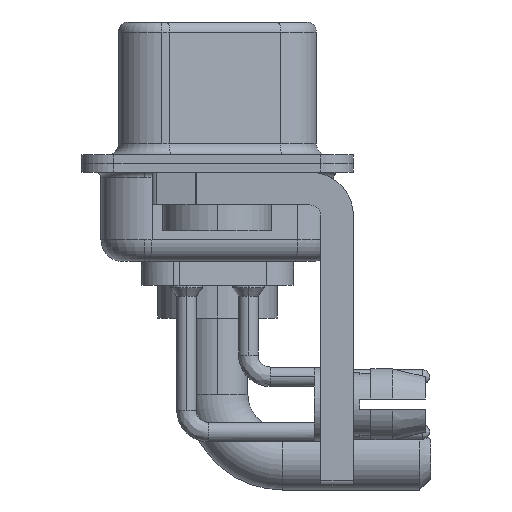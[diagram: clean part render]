
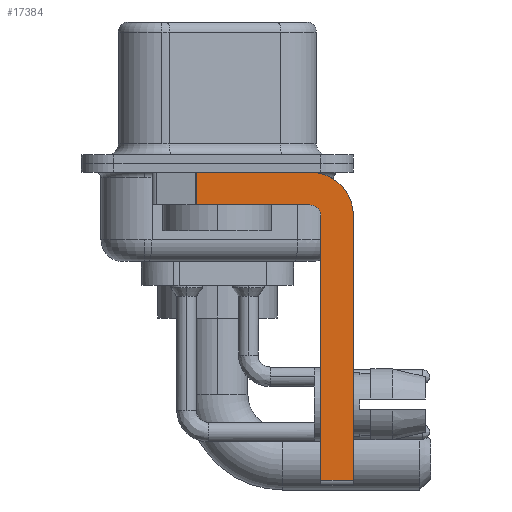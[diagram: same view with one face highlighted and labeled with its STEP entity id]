
A CAD part, left-side view. The second image highlights one B-rep face of the part: STEP entity #17384.
In plain terms, the highlighted planar face has unit normal (-1, 0, 0).
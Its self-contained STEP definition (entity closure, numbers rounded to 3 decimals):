
#256 = CARTESIAN_POINT ( 'NONE',  ( -2.9, -6.25, -14.55 ) ) ;
#286 = EDGE_CURVE ( 'NONE', #26913, #16918, #16426, .T. ) ;
#489 = CARTESIAN_POINT ( 'NONE',  ( -2.9, -4.75, -14.55 ) ) ;
#598 = CIRCLE ( 'NONE', #27714, 2. ) ;
#693 = LINE ( 'NONE', #13517, #14000 ) ;
#696 = CARTESIAN_POINT ( 'NONE',  ( -2.9, -4.75, -14.8 ) ) ;
#800 = DIRECTION ( 'NONE',  ( 0., 0., -1. ) ) ;
#1021 = ORIENTED_EDGE ( 'NONE', *, *, #27345, .F. ) ;
#1254 = CARTESIAN_POINT ( 'NONE',  ( -2.9, -6.25, -2.4 ) ) ;
#1573 = VECTOR ( 'NONE', #27948, 1000. ) ;
#2021 = ORIENTED_EDGE ( 'NONE', *, *, #2601, .F. ) ;
#2339 = ORIENTED_EDGE ( 'NONE', *, *, #286, .T. ) ;
#2601 = EDGE_CURVE ( 'NONE', #16274, #5763, #693, .T. ) ;
#2679 = DIRECTION ( 'NONE',  ( 1., 0., 0. ) ) ;
#3259 = CARTESIAN_POINT ( 'NONE',  ( -2.9, -4.25, -2.4 ) ) ;
#3931 = AXIS2_PLACEMENT_3D ( 'NONE', #6214, #14973, #23752 ) ;
#4292 = VERTEX_POINT ( 'NONE', #17368 ) ;
#4965 = VECTOR ( 'NONE', #24917, 1000. ) ;
#5763 = VERTEX_POINT ( 'NONE', #22632 ) ;
#6214 = CARTESIAN_POINT ( 'NONE',  ( -2.9, -4.25, -2.4 ) ) ;
#6698 = CARTESIAN_POINT ( 'NONE',  ( -2.9, -4.75, -2.4 ) ) ;
#7705 = DIRECTION ( 'NONE',  ( 0., 0., -1. ) ) ;
#8373 = ORIENTED_EDGE ( 'NONE', *, *, #18139, .F. ) ;
#9492 = DIRECTION ( 'NONE',  ( 0., 0., 1. ) ) ;
#9868 = DIRECTION ( 'NONE',  ( 1., 0., 0. ) ) ;
#10843 = DIRECTION ( 'NONE',  ( 0., 0., -1. ) ) ;
#11411 = LINE ( 'NONE', #28369, #24111 ) ;
#11520 = VERTEX_POINT ( 'NONE', #1254 ) ;
#12167 = CARTESIAN_POINT ( 'NONE',  ( -2.9, -4.25, -1.9 ) ) ;
#12191 = ORIENTED_EDGE ( 'NONE', *, *, #12924, .F. ) ;
#12924 = EDGE_CURVE ( 'NONE', #5763, #11520, #598, .T. ) ;
#12996 = LINE ( 'NONE', #27811, #1573 ) ;
#13490 = VECTOR ( 'NONE', #27831, 1000. ) ;
#13517 = CARTESIAN_POINT ( 'NONE',  ( -2.9, 3., -0.4 ) ) ;
#13632 = EDGE_CURVE ( 'NONE', #25595, #4292, #20010, .T. ) ;
#14000 = VECTOR ( 'NONE', #27160, 1000. ) ;
#14334 = LINE ( 'NONE', #12167, #13490 ) ;
#14815 = VERTEX_POINT ( 'NONE', #27213 ) ;
#14941 = ORIENTED_EDGE ( 'NONE', *, *, #23326, .F. ) ;
#14973 = DIRECTION ( 'NONE',  ( -1., 0., 0. ) ) ;
#16137 = CARTESIAN_POINT ( 'NONE',  ( -2.9, -4.25, -14.55 ) ) ;
#16274 = VERTEX_POINT ( 'NONE', #21328 ) ;
#16426 = LINE ( 'NONE', #16137, #4965 ) ;
#16645 = ORIENTED_EDGE ( 'NONE', *, *, #27146, .T. ) ;
#16918 = VERTEX_POINT ( 'NONE', #256 ) ;
#17368 = CARTESIAN_POINT ( 'NONE',  ( -2.9, -4.25, -1.9 ) ) ;
#17384 = ADVANCED_FACE ( 'NONE', ( #22532 ), #26984, .F. ) ;
#18139 = EDGE_CURVE ( 'NONE', #26913, #25595, #20418, .T. ) ;
#20010 = CIRCLE ( 'NONE', #3931, 0.5 ) ;
#20128 = EDGE_LOOP ( 'NONE', ( #2021, #16645, #14941, #27552, #8373, #2339, #1021, #12191 ) ) ;
#20418 = LINE ( 'NONE', #696, #21582 ) ;
#21328 = CARTESIAN_POINT ( 'NONE',  ( -2.9, 0.978, -0.4 ) ) ;
#21582 = VECTOR ( 'NONE', #9492, 1000. ) ;
#22532 = FACE_OUTER_BOUND ( 'NONE', #20128, .T. ) ;
#22632 = CARTESIAN_POINT ( 'NONE',  ( -2.9, -4.25, -0.4 ) ) ;
#23326 = EDGE_CURVE ( 'NONE', #4292, #14815, #14334, .T. ) ;
#23752 = DIRECTION ( 'NONE',  ( 0., 0., 1. ) ) ;
#24111 = VECTOR ( 'NONE', #10843, 1000. ) ;
#24360 = AXIS2_PLACEMENT_3D ( 'NONE', #3259, #2679, #800 ) ;
#24917 = DIRECTION ( 'NONE',  ( 0., -1., 0. ) ) ;
#25108 = CARTESIAN_POINT ( 'NONE',  ( -2.9, -4.25, -2.4 ) ) ;
#25595 = VERTEX_POINT ( 'NONE', #6698 ) ;
#26913 = VERTEX_POINT ( 'NONE', #489 ) ;
#26984 = PLANE ( 'NONE',  #24360 ) ;
#27146 = EDGE_CURVE ( 'NONE', #16274, #14815, #12996, .T. ) ;
#27160 = DIRECTION ( 'NONE',  ( 0., -1., 0. ) ) ;
#27213 = CARTESIAN_POINT ( 'NONE',  ( -2.9, 0.978, -1.9 ) ) ;
#27345 = EDGE_CURVE ( 'NONE', #11520, #16918, #11411, .T. ) ;
#27552 = ORIENTED_EDGE ( 'NONE', *, *, #13632, .F. ) ;
#27714 = AXIS2_PLACEMENT_3D ( 'NONE', #25108, #9868, #7705 ) ;
#27811 = CARTESIAN_POINT ( 'NONE',  ( -2.9, 0.978, -1.9 ) ) ;
#27831 = DIRECTION ( 'NONE',  ( 0., 1., 0. ) ) ;
#27948 = DIRECTION ( 'NONE',  ( 0., 0., -1. ) ) ;
#28369 = CARTESIAN_POINT ( 'NONE',  ( -2.9, -6.25, -2.4 ) ) ;
